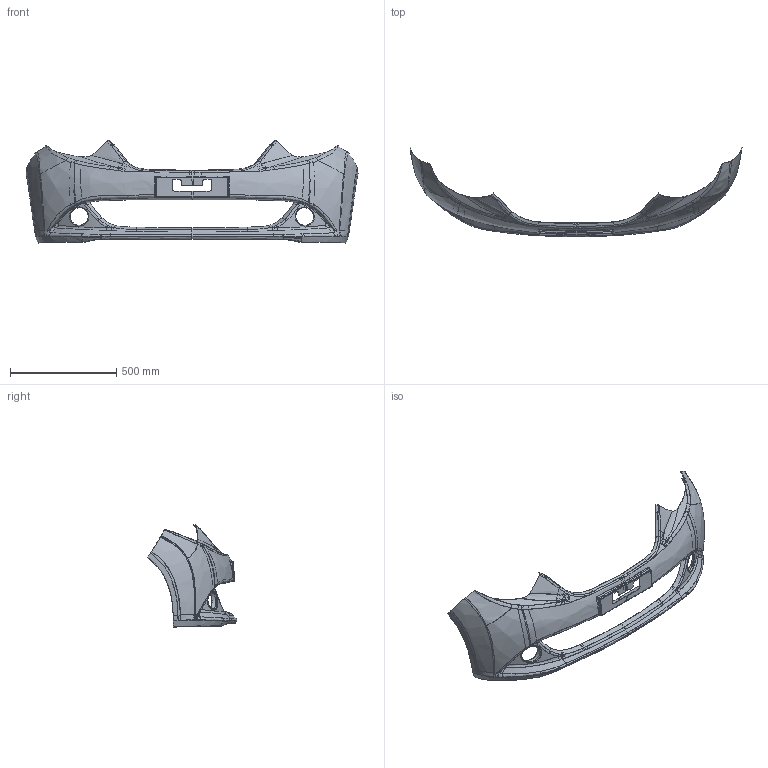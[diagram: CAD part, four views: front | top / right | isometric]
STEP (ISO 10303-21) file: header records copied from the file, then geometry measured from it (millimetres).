
FILE_DESCRIPTION(('FreeCAD Model'),'2;1');
FILE_NAME('Open CASCADE Shape Model','2025-05-04T09:56:26',('FreeCAD'),( 'FreeCAD'),'Open CASCADE STEP processor 7.6','FreeCAD','Unknown');
FILE_SCHEMA(('AUTOMOTIVE_DESIGN { 1 0 10303 214 1 1 1 1 }'));
Products named in the file (1): Open CASCADE STEP translator 7.6 1
Bounding box: 1560.36 x 420.74 x 481.89 mm (x, y, z)
Surface area: 1383684.3 mm2 (no closed solid volume)
Topology: 0 solids, 4 shells, 615 faces, 1475 edges, 856 vertices
Faces by surface type: bspline 615
Entity records: 149807 total; most frequent: CARTESIAN_POINT 140590, ORIENTED_EDGE 2930, EDGE_CURVE 1470, B_SPLINE_CURVE_WITH_KNOTS 1470, VERTEX_POINT 856, FACE_BOUND 619, EDGE_LOOP 619, ADVANCED_FACE 615
